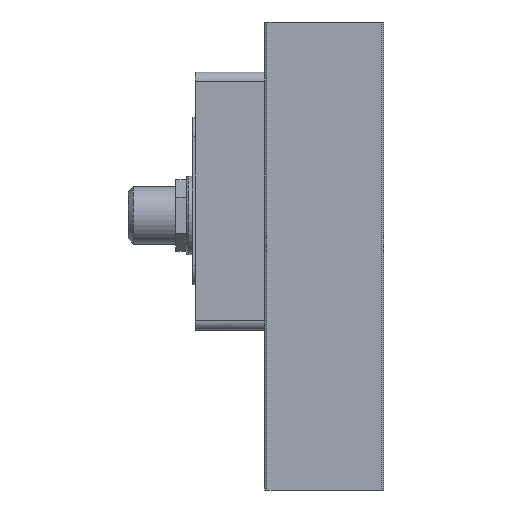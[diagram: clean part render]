
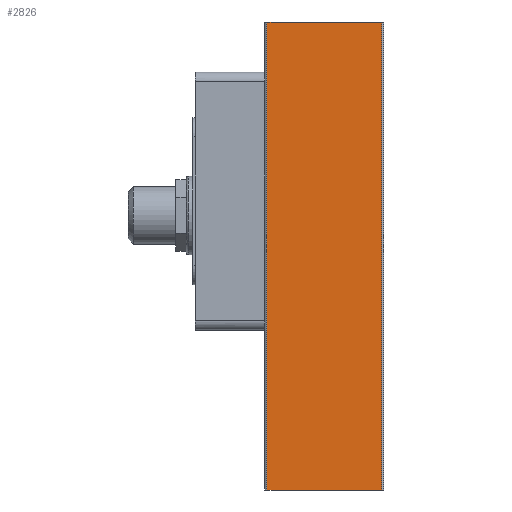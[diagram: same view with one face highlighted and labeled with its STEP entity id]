
A CAD part, left-side view. The second image highlights one B-rep face of the part: STEP entity #2826.
In plain terms, the highlighted planar face has unit normal (-1, 0, 0).
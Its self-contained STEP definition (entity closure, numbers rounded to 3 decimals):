
#127 = CARTESIAN_POINT ( 'NONE',  ( 0., 0.5, 31. ) ) ;
#179 = ORIENTED_EDGE ( 'NONE', *, *, #6022, .F. ) ;
#283 = LINE ( 'NONE', #2237, #4062 ) ;
#285 = DIRECTION ( 'NONE',  ( 1., 0., 0. ) ) ;
#769 = ORIENTED_EDGE ( 'NONE', *, *, #1359, .T. ) ;
#882 = DIRECTION ( 'NONE',  ( 0., -1., 0. ) ) ;
#920 = DIRECTION ( 'NONE',  ( 0., 0., -1. ) ) ;
#1088 = EDGE_LOOP ( 'NONE', ( #769, #179, #1860, #2390 ) ) ;
#1359 = EDGE_CURVE ( 'NONE', #5100, #3320, #283, .T. ) ;
#1860 = ORIENTED_EDGE ( 'NONE', *, *, #3339, .F. ) ;
#2227 = VECTOR ( 'NONE', #882, 1000. ) ;
#2237 = CARTESIAN_POINT ( 'NONE',  ( 0., 24.5, -67. ) ) ;
#2390 = ORIENTED_EDGE ( 'NONE', *, *, #2806, .F. ) ;
#2806 = EDGE_CURVE ( 'NONE', #5100, #5748, #4853, .T. ) ;
#2826 = ADVANCED_FACE ( 'NONE', ( #3309 ), #6003, .F. ) ;
#2839 = DIRECTION ( 'NONE',  ( 0., 0., 1. ) ) ;
#2876 = CARTESIAN_POINT ( 'NONE',  ( 0., 24.5, 29.5 ) ) ;
#2963 = CARTESIAN_POINT ( 'NONE',  ( 0., 24.5, 31. ) ) ;
#3063 = VECTOR ( 'NONE', #920, 1000. ) ;
#3309 = FACE_OUTER_BOUND ( 'NONE', #1088, .T. ) ;
#3320 = VERTEX_POINT ( 'NONE', #6176 ) ;
#3339 = EDGE_CURVE ( 'NONE', #5748, #5191, #5582, .T. ) ;
#3568 = CARTESIAN_POINT ( 'NONE',  ( 0., 24.5, 31. ) ) ;
#3829 = VECTOR ( 'NONE', #2839, 1000. ) ;
#4062 = VECTOR ( 'NONE', #6697, 1000. ) ;
#4069 = LINE ( 'NONE', #5649, #3063 ) ;
#4297 = CARTESIAN_POINT ( 'NONE',  ( 0., 24.5, -67. ) ) ;
#4853 = LINE ( 'NONE', #5362, #3829 ) ;
#4918 = DIRECTION ( 'NONE',  ( 0., 0., -1. ) ) ;
#5041 = AXIS2_PLACEMENT_3D ( 'NONE', #2876, #285, #4918 ) ;
#5100 = VERTEX_POINT ( 'NONE', #4297 ) ;
#5191 = VERTEX_POINT ( 'NONE', #127 ) ;
#5362 = CARTESIAN_POINT ( 'NONE',  ( 0., 24.5, 29.5 ) ) ;
#5582 = LINE ( 'NONE', #2963, #2227 ) ;
#5649 = CARTESIAN_POINT ( 'NONE',  ( 0., 0.5, 29.5 ) ) ;
#5748 = VERTEX_POINT ( 'NONE', #3568 ) ;
#6003 = PLANE ( 'NONE',  #5041 ) ;
#6022 = EDGE_CURVE ( 'NONE', #5191, #3320, #4069, .T. ) ;
#6176 = CARTESIAN_POINT ( 'NONE',  ( 0., 0.5, -67. ) ) ;
#6697 = DIRECTION ( 'NONE',  ( 0., -1., 0. ) ) ;
